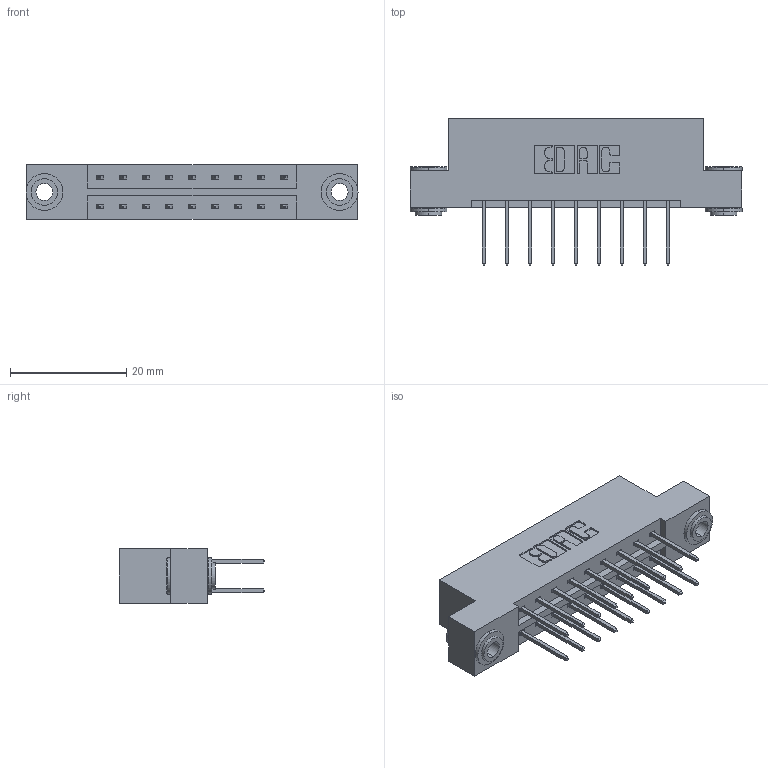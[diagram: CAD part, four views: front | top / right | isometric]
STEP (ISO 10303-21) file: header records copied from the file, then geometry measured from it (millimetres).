
FILE_DESCRIPTION (( 'STEP AP203' ), '1' );
FILE_NAME ('833-018-523-203.STEP', '2020-05-31T21:31:07', ( '' ), ( '' ), 'SwSTEP 2.0', 'SolidWorks 2020', '' );
FILE_SCHEMA (( 'CONFIG_CONTROL_DESIGN' ));
Length unit declared in the file: inch
Products named in the file (4): 345-250-002_345-250-002-102; 345-292-001_345-293-123; 833-018-523-203; 833 Part_Flush - .156 Dia - TH
Assembly tree (21 placements, depth 2):
  833-018-523-203
    833 Part_Flush - .156 Dia - TH
    345-292-001_345-293-123  x18
    345-250-002_345-250-002-102  x2
Bounding box: 57.2 x 25.15 x 9.4 mm (x, y, z)
Volume: 5587.6 mm3; surface area: 6646.8 mm2
Topology: 21 solids, 21 shells, 1088 faces, 3177 edges, 2090 vertices
Faces by surface type: plane 728, cylinder 352, cone 8
Entity records: 10726 total; most frequent: CARTESIAN_POINT 1793, ORIENTED_EDGE 1722, DIRECTION 1623, EDGE_CURVE 861, VECTOR 709, LINE 709, VERTEX_POINT 570, AXIS2_PLACEMENT_3D 457
